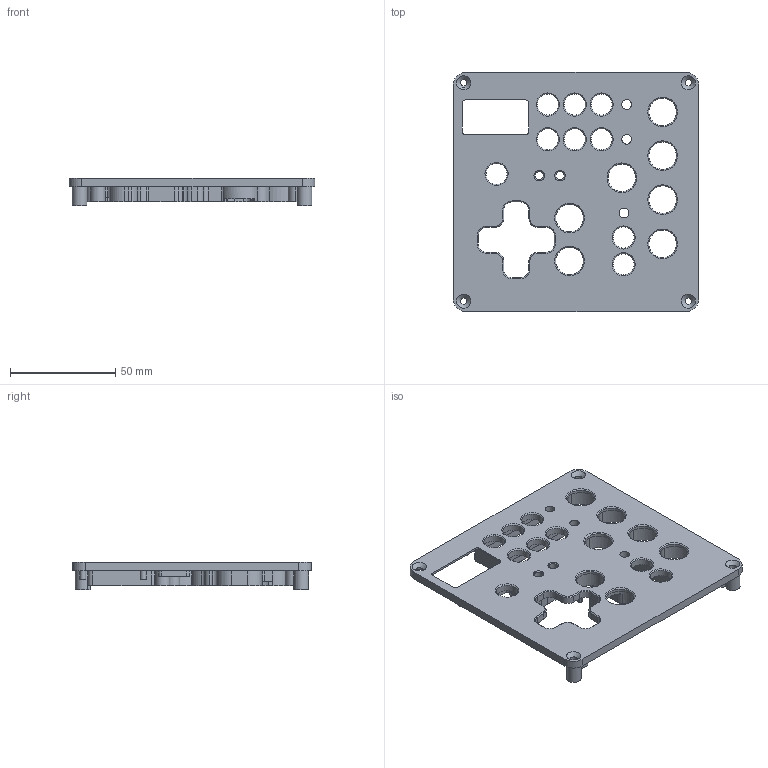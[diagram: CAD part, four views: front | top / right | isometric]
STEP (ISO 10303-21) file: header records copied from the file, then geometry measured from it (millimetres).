
FILE_DESCRIPTION (( 'STEP AP214' ), '1' );
FILE_NAME ('Top Cover 1.3_slim.STEP', '2022-11-29T09:41:23', ( '' ), ( '' ), 'SwSTEP 2.0', 'SolidWorks 2021', '' );
FILE_SCHEMA (( 'AUTOMOTIVE_DESIGN' ));
Length unit declared in the file: millimetre
Products named in the file (1): Top Cover 1.3_slim
Bounding box: 116.55 x 113.53 x 13 mm (x, y, z)
Volume: 49988 mm3; surface area: 38187.6 mm2
Topology: 1 solids, 1 shells, 379 faces, 1018 edges, 666 vertices
Faces by surface type: plane 175, cylinder 169, cone 34, bspline 1
Full cylindrical faces by diameter (mm): 2.3 x6, 2.8 x3, 3.2 x4, 4 x2, 4.6 x3, 7 x4, 10 x9, 13.1 x7, 14.2 x2, 20 x5
Entity records: 15706 total; most frequent: DIRECTION 2072, CARTESIAN_POINT 1986, ORIENTED_EDGE 1858, EDGE_CURVE 929, AXIS2_PLACEMENT_3D 766, VERTEX_POINT 644, VECTOR 540, LINE 540
